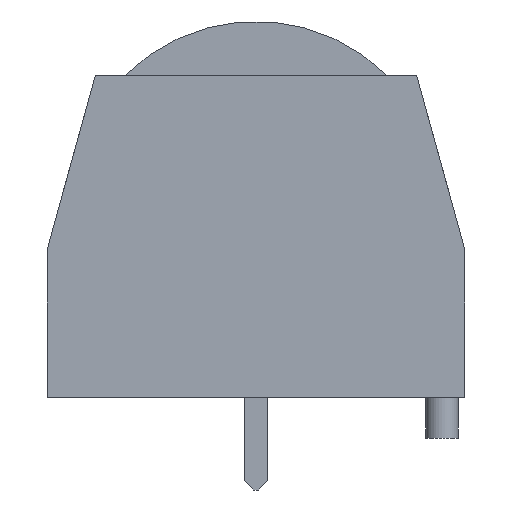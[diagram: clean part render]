
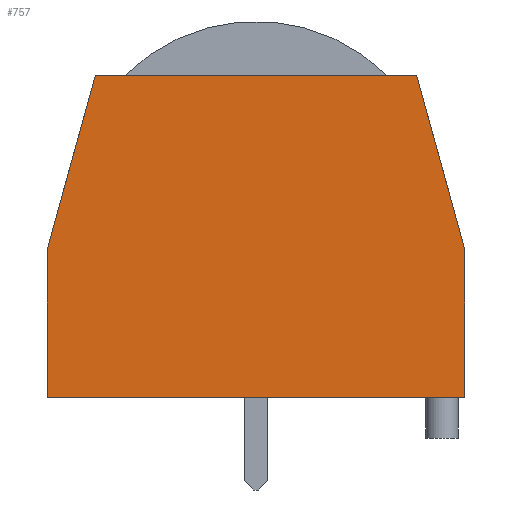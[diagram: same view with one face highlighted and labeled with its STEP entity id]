
A CAD part, left-side view. The second image highlights one B-rep face of the part: STEP entity #757.
In plain terms, the highlighted planar face has unit normal (-1, 0, 0).
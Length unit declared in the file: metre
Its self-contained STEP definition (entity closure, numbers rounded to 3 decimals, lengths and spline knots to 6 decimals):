
#43=LINE('',#1201,#127);
#44=LINE('',#1204,#128);
#45=LINE('',#1206,#129);
#46=LINE('',#1208,#130);
#47=LINE('',#1210,#131);
#48=LINE('',#1212,#132);
#127=VECTOR('',#961,1.);
#128=VECTOR('',#962,1.);
#129=VECTOR('',#963,1.);
#130=VECTOR('',#964,1.);
#131=VECTOR('',#965,1.);
#132=VECTOR('',#966,1.);
#227=ORIENTED_EDGE('',*,*,#431,.F.);
#228=ORIENTED_EDGE('',*,*,#432,.T.);
#229=ORIENTED_EDGE('',*,*,#433,.F.);
#230=ORIENTED_EDGE('',*,*,#434,.F.);
#231=ORIENTED_EDGE('',*,*,#435,.T.);
#232=ORIENTED_EDGE('',*,*,#436,.T.);
#431=EDGE_CURVE('',#531,#532,#43,.T.);
#432=EDGE_CURVE('',#531,#533,#44,.T.);
#433=EDGE_CURVE('',#534,#533,#45,.T.);
#434=EDGE_CURVE('',#535,#534,#46,.T.);
#435=EDGE_CURVE('',#535,#536,#47,.T.);
#436=EDGE_CURVE('',#536,#532,#48,.T.);
#531=VERTEX_POINT('',#1202);
#532=VERTEX_POINT('',#1203);
#533=VERTEX_POINT('',#1205);
#534=VERTEX_POINT('',#1207);
#535=VERTEX_POINT('',#1209);
#536=VERTEX_POINT('',#1211);
#609=EDGE_LOOP('',(#227,#228,#229,#230,#231,#232));
#665=FACE_BOUND('',#609,.T.);
#715=PLANE('',#861);
#757=ADVANCED_FACE('',(#665),#715,.T.);
#861=AXIS2_PLACEMENT_3D('',#1200,#959,#960);
#959=DIRECTION('',(-1.,0.,0.));
#960=DIRECTION('',(0.,0.,1.));
#961=DIRECTION('',(0.,-0.266,0.964));
#962=DIRECTION('',(0.,0.,-1.));
#963=DIRECTION('',(0.,1.,0.));
#964=DIRECTION('',(0.,0.,-1.));
#965=DIRECTION('',(0.,0.266,0.964));
#966=DIRECTION('',(0.,1.,0.));
#1200=CARTESIAN_POINT('',(-0.021625,0.,0.0143));
#1201=CARTESIAN_POINT('',(-0.021625,0.008802,0.008226));
#1202=CARTESIAN_POINT('',(-0.021625,0.00925,0.006603));
#1203=CARTESIAN_POINT('',(-0.021625,0.007125,0.0143));
#1204=CARTESIAN_POINT('',(-0.021625,0.00925,0.0143));
#1205=CARTESIAN_POINT('',(-0.021625,0.00925,0.));
#1206=CARTESIAN_POINT('',(-0.021625,0.,0.));
#1207=CARTESIAN_POINT('',(-0.021625,-0.00925,0.));
#1208=CARTESIAN_POINT('',(-0.021625,-0.00925,0.0143));
#1209=CARTESIAN_POINT('',(-0.021625,-0.00925,0.006603));
#1210=CARTESIAN_POINT('',(-0.021625,-0.008802,0.008226));
#1211=CARTESIAN_POINT('',(-0.021625,-0.007125,0.0143));
#1212=CARTESIAN_POINT('',(-0.021625,0.,0.0143));
